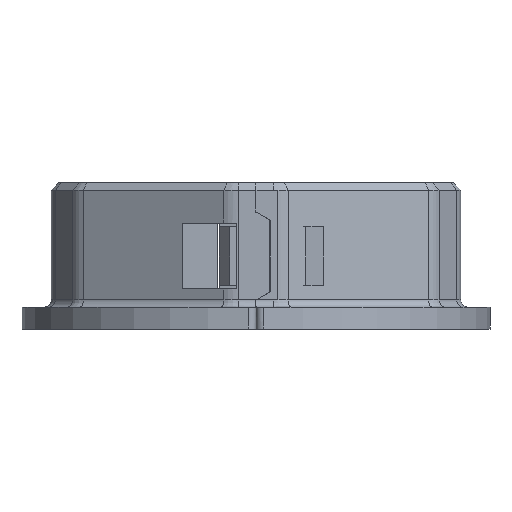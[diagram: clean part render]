
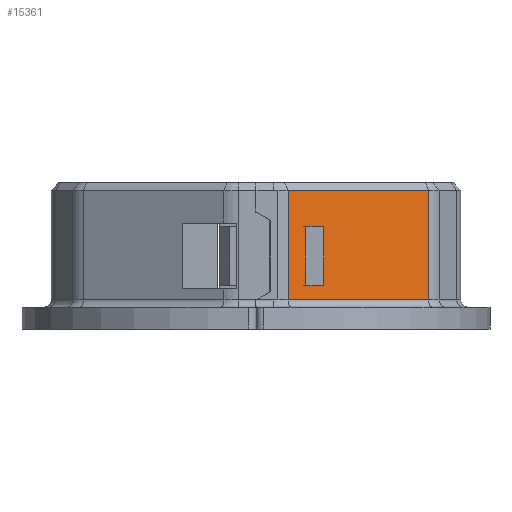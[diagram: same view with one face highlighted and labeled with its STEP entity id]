
A CAD part, front view. The second image highlights one B-rep face of the part: STEP entity #15361.
In plain terms, the highlighted planar face has unit normal (0.5, -0.866, 0).
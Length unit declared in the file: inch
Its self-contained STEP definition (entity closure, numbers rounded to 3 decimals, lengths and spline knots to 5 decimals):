
#124 = VERTEX_POINT ( 'NONE', #15141 ) ;
#581 = CARTESIAN_POINT ( 'NONE',  ( 0.18178, -0.5315, -0.07874 ) ) ;
#849 = CARTESIAN_POINT ( 'NONE',  ( 0.13405, -0.55906, 0. ) ) ;
#1208 = ORIENTED_EDGE ( 'NONE', *, *, #6995, .T. ) ;
#1475 = VERTEX_POINT ( 'NONE', #8902 ) ;
#2523 = VECTOR ( 'NONE', #7965, 39.37008 ) ;
#2623 = CARTESIAN_POINT ( 'NONE',  ( 0.18178, -0.5315, 0.07874 ) ) ;
#2792 = EDGE_CURVE ( 'NONE', #21454, #18354, #19118, .T. ) ;
#2954 = VECTOR ( 'NONE', #12702, 39.37008 ) ;
#4002 = DIRECTION ( 'NONE',  ( 0., 0., -1. ) ) ;
#4106 = LINE ( 'NONE', #4215, #2523 ) ;
#4215 = CARTESIAN_POINT ( 'NONE',  ( 0.08646, -0.58653, 0. ) ) ;
#4368 = CARTESIAN_POINT ( 'NONE',  ( 0.55118, -0.31822, -0.07874 ) ) ;
#4756 = CARTESIAN_POINT ( 'NONE',  ( 0.13405, -0.55906, 0.07874 ) ) ;
#4991 = DIRECTION ( 'NONE',  ( 0.5, -0.866, 0. ) ) ;
#5111 = DIRECTION ( 'NONE',  ( 0.866, 0.5, 0. ) ) ;
#5423 = VECTOR ( 'NONE', #18425, 39.37008 ) ;
#5971 = CARTESIAN_POINT ( 'NONE',  ( 0.46472, -0.36814, -0.11811 ) ) ;
#6966 = VERTEX_POINT ( 'NONE', #5971 ) ;
#6995 = EDGE_CURVE ( 'NONE', #15718, #18034, #7462, .T. ) ;
#7462 = LINE ( 'NONE', #4368, #2954 ) ;
#7626 = EDGE_LOOP ( 'NONE', ( #21375, #20981, #18134, #1208 ) ) ;
#7886 = EDGE_CURVE ( 'NONE', #1475, #124, #13411, .T. ) ;
#7894 = DIRECTION ( 'NONE',  ( 0., 0., 1. ) ) ;
#7965 = DIRECTION ( 'NONE',  ( 0., 0., -1. ) ) ;
#8082 = VECTOR ( 'NONE', #4002, 39.37008 ) ;
#8181 = CARTESIAN_POINT ( 'NONE',  ( 0.55118, -0.31822, 0.17717 ) ) ;
#8522 = ORIENTED_EDGE ( 'NONE', *, *, #9047, .T. ) ;
#8876 = CARTESIAN_POINT ( 'NONE',  ( 0.18178, -0.5315, 0.07874 ) ) ;
#8902 = CARTESIAN_POINT ( 'NONE',  ( 0.46472, -0.36814, 0.17717 ) ) ;
#9047 = EDGE_CURVE ( 'NONE', #6966, #1475, #18373, .T. ) ;
#9294 = CARTESIAN_POINT ( 'NONE',  ( 0.08646, -0.58653, -0.11811 ) ) ;
#9633 = CARTESIAN_POINT ( 'NONE',  ( 0.46472, -0.36814, 0. ) ) ;
#10480 = CARTESIAN_POINT ( 'NONE',  ( 0.55118, -0.31822, 0.07874 ) ) ;
#10548 = EDGE_CURVE ( 'NONE', #18034, #21454, #14312, .T. ) ;
#11258 = AXIS2_PLACEMENT_3D ( 'NONE', #22293, #4991, #5111 ) ;
#11364 = EDGE_LOOP ( 'NONE', ( #17290, #8522, #22260, #18957 ) ) ;
#12093 = EDGE_CURVE ( 'NONE', #18685, #6966, #18345, .T. ) ;
#12702 = DIRECTION ( 'NONE',  ( -0.866, -0.5, 0. ) ) ;
#13114 = CARTESIAN_POINT ( 'NONE',  ( 0.41339, -0.39778, -0.11811 ) ) ;
#13411 = LINE ( 'NONE', #8181, #5423 ) ;
#13651 = DIRECTION ( 'NONE',  ( 0.866, 0.5, 0. ) ) ;
#14312 = LINE ( 'NONE', #849, #21799 ) ;
#15141 = CARTESIAN_POINT ( 'NONE',  ( 0.08646, -0.58653, 0.17717 ) ) ;
#15361 = ADVANCED_FACE ( 'NONE', ( #19134, #15499 ), #15382, .T. ) ;
#15382 = PLANE ( 'NONE',  #11258 ) ;
#15499 = FACE_OUTER_BOUND ( 'NONE', #11364, .T. ) ;
#15718 = VERTEX_POINT ( 'NONE', #581 ) ;
#15729 = EDGE_CURVE ( 'NONE', #124, #18685, #4106, .T. ) ;
#16467 = VECTOR ( 'NONE', #13651, 39.37008 ) ;
#17290 = ORIENTED_EDGE ( 'NONE', *, *, #12093, .T. ) ;
#18034 = VERTEX_POINT ( 'NONE', #19485 ) ;
#18134 = ORIENTED_EDGE ( 'NONE', *, *, #20924, .T. ) ;
#18345 = LINE ( 'NONE', #13114, #21776 ) ;
#18354 = VERTEX_POINT ( 'NONE', #8876 ) ;
#18373 = LINE ( 'NONE', #9633, #20707 ) ;
#18425 = DIRECTION ( 'NONE',  ( -0.866, -0.5, 0. ) ) ;
#18685 = VERTEX_POINT ( 'NONE', #9294 ) ;
#18957 = ORIENTED_EDGE ( 'NONE', *, *, #15729, .T. ) ;
#19118 = LINE ( 'NONE', #10480, #16467 ) ;
#19134 = FACE_BOUND ( 'NONE', #7626, .T. ) ;
#19485 = CARTESIAN_POINT ( 'NONE',  ( 0.13405, -0.55906, -0.07874 ) ) ;
#20163 = DIRECTION ( 'NONE',  ( 0.866, 0.5, 0. ) ) ;
#20707 = VECTOR ( 'NONE', #7894, 39.37008 ) ;
#20924 = EDGE_CURVE ( 'NONE', #18354, #15718, #21533, .T. ) ;
#20981 = ORIENTED_EDGE ( 'NONE', *, *, #2792, .T. ) ;
#21227 = DIRECTION ( 'NONE',  ( 0., 0., 1. ) ) ;
#21375 = ORIENTED_EDGE ( 'NONE', *, *, #10548, .T. ) ;
#21454 = VERTEX_POINT ( 'NONE', #4756 ) ;
#21533 = LINE ( 'NONE', #2623, #8082 ) ;
#21776 = VECTOR ( 'NONE', #20163, 39.37008 ) ;
#21799 = VECTOR ( 'NONE', #21227, 39.37008 ) ;
#22260 = ORIENTED_EDGE ( 'NONE', *, *, #7886, .T. ) ;
#22293 = CARTESIAN_POINT ( 'NONE',  ( 0.55118, -0.31822, 0. ) ) ;
